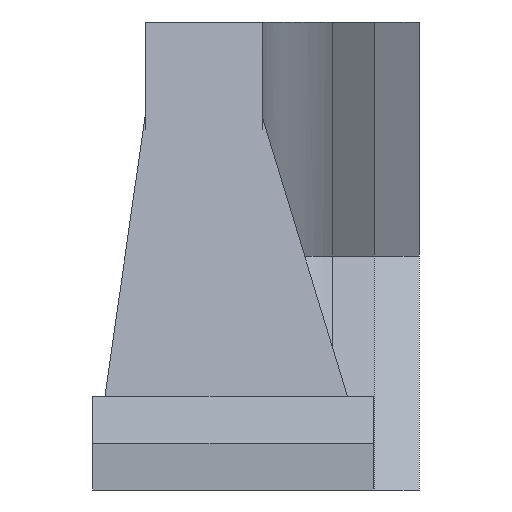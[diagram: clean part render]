
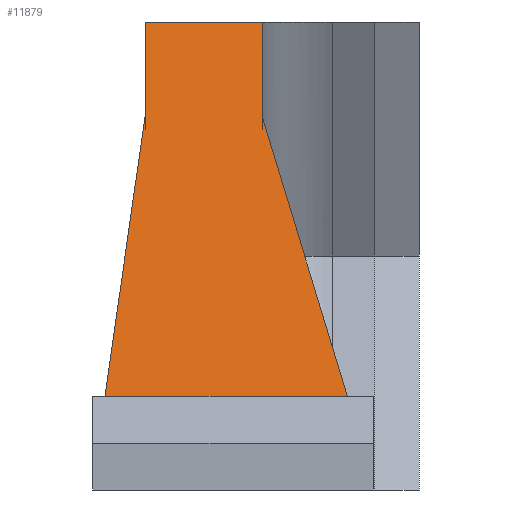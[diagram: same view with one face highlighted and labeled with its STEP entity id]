
A CAD part, front view. The second image highlights one B-rep face of the part: STEP entity #11879.
In plain terms, the highlighted planar face has unit normal (0, -0.5, 0.866).
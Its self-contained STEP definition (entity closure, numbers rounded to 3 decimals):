
#100 = PLANE('',#101);
#101 = AXIS2_PLACEMENT_3D('',#102,#103,#104);
#102 = CARTESIAN_POINT('',(-5.76,-57.,0.));
#103 = DIRECTION('',(0.985,0.174,0.));
#104 = DIRECTION('',(0.174,-0.985,0.));
#127 = PLANE('',#128);
#128 = AXIS2_PLACEMENT_3D('',#129,#130,#131);
#129 = CARTESIAN_POINT('',(5000.,-130.,4.));
#130 = DIRECTION('',(0.,0.,-1.));
#131 = DIRECTION('',(0.,1.,0.));
#377 = PLANE('',#378);
#378 = AXIS2_PLACEMENT_3D('',#379,#380,#381);
#379 = CARTESIAN_POINT('',(-5.76,5.,0.));
#380 = DIRECTION('',(1.,0.,0.));
#381 = DIRECTION('',(0.,-1.,0.));
#451 = PLANE('',#452);
#452 = AXIS2_PLACEMENT_3D('',#453,#454,#455);
#453 = CARTESIAN_POINT('',(-10.76,-57.,0.));
#454 = DIRECTION('',(0.997,-0.083,0.));
#455 = DIRECTION('',(-0.083,-0.997,0.));
#479 = PLANE('',#480);
#480 = AXIS2_PLACEMENT_3D('',#481,#482,#483);
#481 = CARTESIAN_POINT('',(-10.76,-57.,0.));
#482 = DIRECTION('',(-1.,0.,0.));
#483 = DIRECTION('',(0.,1.,0.));
#4277 = VERTEX_POINT('',#4278);
#4278 = CARTESIAN_POINT('',(-12.478,-77.713,4.));
#4297 = EDGE_CURVE('',#4298,#4277,#4300,.T.);
#4298 = VERTEX_POINT('',#4299);
#4299 = CARTESIAN_POINT('',(-2.108,-77.713,4.));
#4300 = SURFACE_CURVE('',#4301,(#4305,#4312),.PCURVE_S1.);
#4301 = LINE('',#4302,#4303);
#4302 = CARTESIAN_POINT('',(5000.,-77.713,4.));
#4303 = VECTOR('',#4304,1.);
#4304 = DIRECTION('',(-1.,0.,0.));
#4305 = PCURVE('',#127,#4306);
#4306 = DEFINITIONAL_REPRESENTATION('',(#4307),#4311);
#4307 = LINE('',#4308,#4309);
#4308 = CARTESIAN_POINT('',(52.287,0.));
#4309 = VECTOR('',#4310,1.);
#4310 = DIRECTION('',(0.,-1.));
#4311 = ( GEOMETRIC_REPRESENTATION_CONTEXT(2) 
PARAMETRIC_REPRESENTATION_CONTEXT() REPRESENTATION_CONTEXT('2D SPACE',''
  ) );
#4312 = PCURVE('',#4313,#4318);
#4313 = PLANE('',#4314);
#4314 = AXIS2_PLACEMENT_3D('',#4315,#4316,#4317);
#4315 = CARTESIAN_POINT('',(5000.,-77.713,4.));
#4316 = DIRECTION('',(0.,0.5,-0.866));
#4317 = DIRECTION('',(0.,0.866,0.5));
#4318 = DEFINITIONAL_REPRESENTATION('',(#4319),#4323);
#4319 = LINE('',#4320,#4321);
#4320 = CARTESIAN_POINT('',(0.,0.));
#4321 = VECTOR('',#4322,1.);
#4322 = DIRECTION('',(0.,-1.));
#4323 = ( GEOMETRIC_REPRESENTATION_CONTEXT(2) 
PARAMETRIC_REPRESENTATION_CONTEXT() REPRESENTATION_CONTEXT('2D SPACE',''
  ) );
#4401 = VERTEX_POINT('',#4402);
#4402 = CARTESIAN_POINT('',(-5.76,-57.,15.959));
#4423 = EDGE_CURVE('',#4298,#4401,#4424,.T.);
#4424 = SURFACE_CURVE('',#4425,(#4429,#4435),.PCURVE_S1.);
#4425 = LINE('',#4426,#4427);
#4426 = CARTESIAN_POINT('',(53.633,-393.895,
    -178.548));
#4427 = VECTOR('',#4428,1.);
#4428 = DIRECTION('',(-0.151,0.856,0.494));
#4429 = PCURVE('',#100,#4430);
#4430 = DEFINITIONAL_REPRESENTATION('',(#4431),#4434);
#4431 = B_SPLINE_CURVE_WITH_KNOTS('',1,(#4432,#4433),.UNSPECIFIED.,.F.,
  .F.,(2,2),(366.089,396.674),.PIECEWISE_BEZIER_KNOTS.);
#4432 = CARTESIAN_POINT('',(23.846,-2.4));
#4433 = CARTESIAN_POINT('',(-2.742,-17.517));
#4434 = ( GEOMETRIC_REPRESENTATION_CONTEXT(2) 
PARAMETRIC_REPRESENTATION_CONTEXT() REPRESENTATION_CONTEXT('2D SPACE',''
  ) );
#4435 = PCURVE('',#4313,#4436);
#4436 = DEFINITIONAL_REPRESENTATION('',(#4437),#4440);
#4437 = B_SPLINE_CURVE_WITH_KNOTS('',1,(#4438,#4439),.UNSPECIFIED.,.F.,
  .F.,(2,2),(366.089,396.674),.PIECEWISE_BEZIER_KNOTS.);
#4438 = CARTESIAN_POINT('',(-3.2,-5001.62));
#4439 = CARTESIAN_POINT('',(27.035,-5006.236));
#4440 = ( GEOMETRIC_REPRESENTATION_CONTEXT(2) 
PARAMETRIC_REPRESENTATION_CONTEXT() REPRESENTATION_CONTEXT('2D SPACE',''
  ) );
#4695 = VERTEX_POINT('',#4696);
#4696 = CARTESIAN_POINT('',(-5.76,-50.,20.));
#4710 = PLANE('',#4711);
#4711 = AXIS2_PLACEMENT_3D('',#4712,#4713,#4714);
#4712 = CARTESIAN_POINT('',(-5.707,-2.287,20.));
#4713 = DIRECTION('',(0.,0.,1.));
#4714 = DIRECTION('',(1.,0.,0.));
#4722 = EDGE_CURVE('',#4401,#4695,#4723,.T.);
#4723 = SURFACE_CURVE('',#4724,(#4728,#4734),.PCURVE_S1.);
#4724 = LINE('',#4725,#4726);
#4725 = CARTESIAN_POINT('',(-5.76,-47.562,
    21.408));
#4726 = VECTOR('',#4727,1.);
#4727 = DIRECTION('',(0.,0.866,0.5));
#4728 = PCURVE('',#377,#4729);
#4729 = DEFINITIONAL_REPRESENTATION('',(#4730),#4733);
#4730 = B_SPLINE_CURVE_WITH_KNOTS('',1,(#4731,#4732),.UNSPECIFIED.,.F.,
  .F.,(2,2),(-17.993,0.384),.PIECEWISE_BEZIER_KNOTS.);
#4731 = CARTESIAN_POINT('',(68.144,-12.411));
#4732 = CARTESIAN_POINT('',(52.229,-21.6));
#4733 = ( GEOMETRIC_REPRESENTATION_CONTEXT(2) 
PARAMETRIC_REPRESENTATION_CONTEXT() REPRESENTATION_CONTEXT('2D SPACE',''
  ) );
#4734 = PCURVE('',#4313,#4735);
#4735 = DEFINITIONAL_REPRESENTATION('',(#4736),#4739);
#4736 = B_SPLINE_CURVE_WITH_KNOTS('',1,(#4737,#4738),.UNSPECIFIED.,.F.,
  .F.,(2,2),(-17.993,0.384),.PIECEWISE_BEZIER_KNOTS.);
#4737 = CARTESIAN_POINT('',(16.823,-5005.76));
#4738 = CARTESIAN_POINT('',(35.2,-5005.76));
#4739 = ( GEOMETRIC_REPRESENTATION_CONTEXT(2) 
PARAMETRIC_REPRESENTATION_CONTEXT() REPRESENTATION_CONTEXT('2D SPACE',''
  ) );
#5012 = VERTEX_POINT('',#5013);
#5013 = CARTESIAN_POINT('',(-10.76,-57.,15.959));
#5034 = EDGE_CURVE('',#4277,#5012,#5035,.T.);
#5035 = SURFACE_CURVE('',#5036,(#5040,#5046),.PCURVE_S1.);
#5036 = LINE('',#5037,#5038);
#5037 = CARTESIAN_POINT('',(0.967,84.349,
    97.566));
#5038 = VECTOR('',#5039,1.);
#5039 = DIRECTION('',(0.072,0.864,0.499)
  );
#5040 = PCURVE('',#451,#5041);
#5041 = DEFINITIONAL_REPRESENTATION('',(#5042),#5045);
#5042 = B_SPLINE_CURVE_WITH_KNOTS('',1,(#5043,#5044),.UNSPECIFIED.,.F.,
  .F.,(2,2),(-190.824,-160.511),.PIECEWISE_BEZIER_KNOTS.);
#5043 = CARTESIAN_POINT('',(23.565,-2.4));
#5044 = CARTESIAN_POINT('',(-2.709,-17.517));
#5045 = ( GEOMETRIC_REPRESENTATION_CONTEXT(2) 
PARAMETRIC_REPRESENTATION_CONTEXT() REPRESENTATION_CONTEXT('2D SPACE',''
  ) );
#5046 = PCURVE('',#4313,#5047);
#5047 = DEFINITIONAL_REPRESENTATION('',(#5048),#5051);
#5048 = B_SPLINE_CURVE_WITH_KNOTS('',1,(#5049,#5050),.UNSPECIFIED.,.F.,
  .F.,(2,2),(-190.824,-160.511),.PIECEWISE_BEZIER_KNOTS.);
#5049 = CARTESIAN_POINT('',(-3.2,-5012.708));
#5050 = CARTESIAN_POINT('',(27.035,-5010.536));
#5051 = ( GEOMETRIC_REPRESENTATION_CONTEXT(2) 
PARAMETRIC_REPRESENTATION_CONTEXT() REPRESENTATION_CONTEXT('2D SPACE',''
  ) );
#5113 = EDGE_CURVE('',#5114,#5012,#5116,.T.);
#5114 = VERTEX_POINT('',#5115);
#5115 = CARTESIAN_POINT('',(-10.76,-50.,20.));
#5116 = SURFACE_CURVE('',#5117,(#5121,#5127),.PCURVE_S1.);
#5117 = LINE('',#5118,#5119);
#5118 = CARTESIAN_POINT('',(-10.76,-70.812,7.984));
#5119 = VECTOR('',#5120,1.);
#5120 = DIRECTION('',(-0.,-0.866,-0.5));
#5121 = PCURVE('',#479,#5122);
#5122 = DEFINITIONAL_REPRESENTATION('',(#5123),#5126);
#5123 = B_SPLINE_CURVE_WITH_KNOTS('',1,(#5124,#5125),.UNSPECIFIED.,.F.,
  .F.,(2,2),(-27.231,-8.789),.PIECEWISE_BEZIER_KNOTS.);
#5124 = CARTESIAN_POINT('',(9.771,-21.6));
#5125 = CARTESIAN_POINT('',(-6.2,-12.379));
#5126 = ( GEOMETRIC_REPRESENTATION_CONTEXT(2) 
PARAMETRIC_REPRESENTATION_CONTEXT() REPRESENTATION_CONTEXT('2D SPACE',''
  ) );
#5127 = PCURVE('',#4313,#5128);
#5128 = DEFINITIONAL_REPRESENTATION('',(#5129),#5132);
#5129 = B_SPLINE_CURVE_WITH_KNOTS('',1,(#5130,#5131),.UNSPECIFIED.,.F.,
  .F.,(2,2),(-27.231,-8.789),.PIECEWISE_BEZIER_KNOTS.);
#5130 = CARTESIAN_POINT('',(35.2,-5010.76));
#5131 = CARTESIAN_POINT('',(16.758,-5010.76));
#5132 = ( GEOMETRIC_REPRESENTATION_CONTEXT(2) 
PARAMETRIC_REPRESENTATION_CONTEXT() REPRESENTATION_CONTEXT('2D SPACE',''
  ) );
#11879 = ADVANCED_FACE('',(#11880),#4313,.F.);
#11880 = FACE_BOUND('',#11881,.F.);
#11881 = EDGE_LOOP('',(#11882,#11883,#11884,#11885,#11886,#11907));
#11882 = ORIENTED_EDGE('',*,*,#4423,.F.);
#11883 = ORIENTED_EDGE('',*,*,#4297,.T.);
#11884 = ORIENTED_EDGE('',*,*,#5034,.T.);
#11885 = ORIENTED_EDGE('',*,*,#5113,.F.);
#11886 = ORIENTED_EDGE('',*,*,#11887,.F.);
#11887 = EDGE_CURVE('',#4695,#5114,#11888,.T.);
#11888 = SURFACE_CURVE('',#11889,(#11893,#11900),.PCURVE_S1.);
#11889 = LINE('',#11890,#11891);
#11890 = CARTESIAN_POINT('',(5000.,-50.,20.));
#11891 = VECTOR('',#11892,1.);
#11892 = DIRECTION('',(-1.,0.,0.));
#11893 = PCURVE('',#4313,#11894);
#11894 = DEFINITIONAL_REPRESENTATION('',(#11895),#11899);
#11895 = LINE('',#11896,#11897);
#11896 = CARTESIAN_POINT('',(32.,0.));
#11897 = VECTOR('',#11898,1.);
#11898 = DIRECTION('',(0.,-1.));
#11899 = ( GEOMETRIC_REPRESENTATION_CONTEXT(2) 
PARAMETRIC_REPRESENTATION_CONTEXT() REPRESENTATION_CONTEXT('2D SPACE',''
  ) );
#11900 = PCURVE('',#4710,#11901);
#11901 = DEFINITIONAL_REPRESENTATION('',(#11902),#11906);
#11902 = LINE('',#11903,#11904);
#11903 = CARTESIAN_POINT('',(5005.707,-47.713));
#11904 = VECTOR('',#11905,1.);
#11905 = DIRECTION('',(-1.,0.));
#11906 = ( GEOMETRIC_REPRESENTATION_CONTEXT(2) 
PARAMETRIC_REPRESENTATION_CONTEXT() REPRESENTATION_CONTEXT('2D SPACE',''
  ) );
#11907 = ORIENTED_EDGE('',*,*,#4722,.F.);
